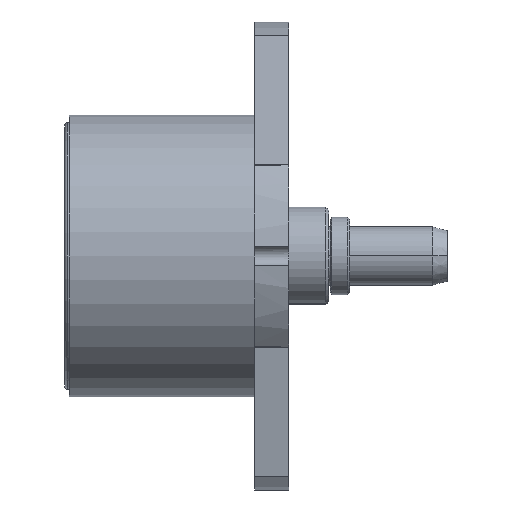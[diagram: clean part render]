
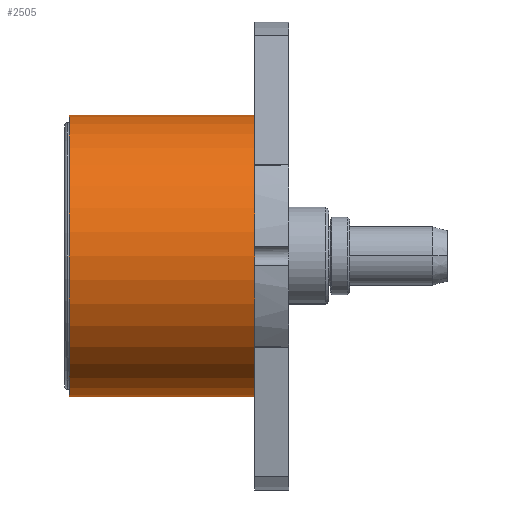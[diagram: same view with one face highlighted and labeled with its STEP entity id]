
A CAD part, left-side view. The second image highlights one B-rep face of the part: STEP entity #2505.
In plain terms, the highlighted cylindrical face has radius 14.45 mm (diameter 28.9 mm), a partial arc.
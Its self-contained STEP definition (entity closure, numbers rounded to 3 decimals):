
#166 = ORIENTED_EDGE ( 'NONE', *, *, #5020, .F. ) ;
#174 = ORIENTED_EDGE ( 'NONE', *, *, #5989, .T. ) ;
#241 = ORIENTED_EDGE ( 'NONE', *, *, #5005, .F. ) ;
#255 = EDGE_LOOP ( 'NONE', ( #241, #166, #174, #381 ) ) ;
#381 = ORIENTED_EDGE ( 'NONE', *, *, #6039, .T. ) ;
#626 = VERTEX_POINT ( 'NONE', #1113 ) ;
#638 = VERTEX_POINT ( 'NONE', #1055 ) ;
#644 = VERTEX_POINT ( 'NONE', #994 ) ;
#654 = VERTEX_POINT ( 'NONE', #997 ) ;
#840 = DIRECTION ( 'NONE',  ( 0., 1., 0. ) ) ;
#866 = DIRECTION ( 'NONE',  ( 0., -1., 0. ) ) ;
#934 = CARTESIAN_POINT ( 'NONE',  ( 0., 9.123, 14.45 ) ) ;
#969 = CARTESIAN_POINT ( 'NONE',  ( 0., 28.123, 0. ) ) ;
#994 = CARTESIAN_POINT ( 'NONE',  ( 0., 28.123, -14.45 ) ) ;
#997 = CARTESIAN_POINT ( 'NONE',  ( 0., 28.123, 14.45 ) ) ;
#1055 = CARTESIAN_POINT ( 'NONE',  ( 0., 9.123, 14.45 ) ) ;
#1100 = DIRECTION ( 'NONE',  ( 0., 0., -1. ) ) ;
#1113 = CARTESIAN_POINT ( 'NONE',  ( 0., 9.123, -14.45 ) ) ;
#1864 = DIRECTION ( 'NONE',  ( 0., 0., -1. ) ) ;
#1865 = DIRECTION ( 'NONE',  ( 0., -1., 0. ) ) ;
#1879 = CARTESIAN_POINT ( 'NONE',  ( 0., 9.123, 0. ) ) ;
#2038 = CARTESIAN_POINT ( 'NONE',  ( 0., 9.123, -14.45 ) ) ;
#2061 = DIRECTION ( 'NONE',  ( 0., 1., 0. ) ) ;
#2505 = ADVANCED_FACE ( 'NONE', ( #5376 ), #5310, .T. ) ;
#2622 = LINE ( 'NONE', #2038, #2691 ) ;
#2691 = VECTOR ( 'NONE', #2061, 1000. ) ;
#2746 = VECTOR ( 'NONE', #840, 1000. ) ;
#2875 = CIRCLE ( 'NONE', #3631, 14.45 ) ;
#2918 = LINE ( 'NONE', #934, #2746 ) ;
#3086 = AXIS2_PLACEMENT_3D ( 'NONE', #3975, #4718, #4612 ) ;
#3564 = AXIS2_PLACEMENT_3D ( 'NONE', #969, #866, #1100 ) ;
#3631 = AXIS2_PLACEMENT_3D ( 'NONE', #1879, #1865, #1864 ) ;
#3673 = CIRCLE ( 'NONE', #3564, 14.45 ) ;
#3975 = CARTESIAN_POINT ( 'NONE',  ( 0., 9.123, 0. ) ) ;
#4612 = DIRECTION ( 'NONE',  ( 0., 0., 1. ) ) ;
#4718 = DIRECTION ( 'NONE',  ( 0., 1., 0. ) ) ;
#5005 = EDGE_CURVE ( 'NONE', #626, #644, #2622, .T. ) ;
#5020 = EDGE_CURVE ( 'NONE', #638, #626, #2875, .T. ) ;
#5310 = CYLINDRICAL_SURFACE ( 'NONE', #3086, 14.45 ) ;
#5376 = FACE_OUTER_BOUND ( 'NONE', #255, .T. ) ;
#5989 = EDGE_CURVE ( 'NONE', #638, #654, #2918, .T. ) ;
#6039 = EDGE_CURVE ( 'NONE', #654, #644, #3673, .T. ) ;
